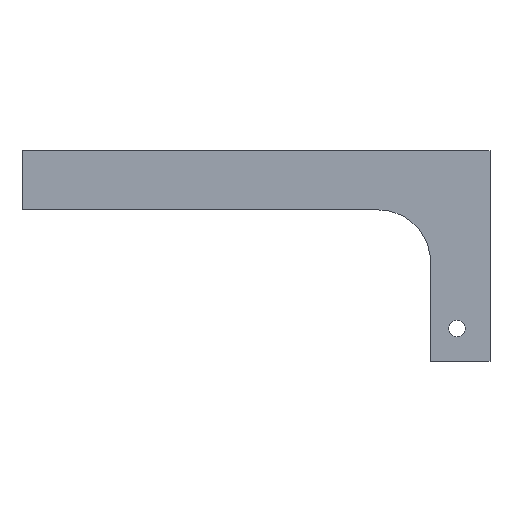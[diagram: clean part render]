
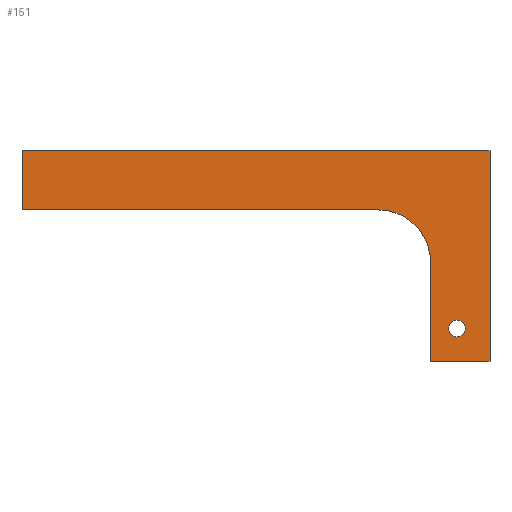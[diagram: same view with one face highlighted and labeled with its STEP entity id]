
A CAD part, top view. The second image highlights one B-rep face of the part: STEP entity #151.
In plain terms, the highlighted planar face has unit normal (0, 0, 1).
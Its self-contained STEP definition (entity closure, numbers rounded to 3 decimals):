
#22 = VERTEX_POINT('',#23);
#23 = CARTESIAN_POINT('',(-32.,0.,0.));
#40 = VERTEX_POINT('',#41);
#41 = CARTESIAN_POINT('',(-32.,9.,0.));
#47 = EDGE_CURVE('',#22,#40,#48,.T.);
#48 = LINE('',#49,#50);
#49 = CARTESIAN_POINT('',(-32.,0.,0.));
#50 = VECTOR('',#51,1.);
#51 = DIRECTION('',(0.,1.,0.));
#61 = EDGE_CURVE('',#62,#22,#64,.T.);
#62 = VERTEX_POINT('',#63);
#63 = CARTESIAN_POINT('',(22.,0.,0.));
#64 = LINE('',#65,#66);
#65 = CARTESIAN_POINT('',(22.,0.,0.));
#66 = VECTOR('',#67,1.);
#67 = DIRECTION('',(-1.,0.,0.));
#108 = EDGE_CURVE('',#40,#109,#111,.T.);
#109 = VERTEX_POINT('',#110);
#110 = CARTESIAN_POINT('',(39.,9.,0.));
#111 = LINE('',#112,#113);
#112 = CARTESIAN_POINT('',(-32.,9.,0.));
#113 = VECTOR('',#114,1.);
#114 = DIRECTION('',(1.,0.,0.));
#151 = ADVANCED_FACE('',(#152,#188),#199,.F.);
#152 = FACE_BOUND('',#153,.F.);
#153 = EDGE_LOOP('',(#154,#155,#156,#164,#172,#180,#187));
#154 = ORIENTED_EDGE('',*,*,#47,.T.);
#155 = ORIENTED_EDGE('',*,*,#108,.T.);
#156 = ORIENTED_EDGE('',*,*,#157,.T.);
#157 = EDGE_CURVE('',#109,#158,#160,.T.);
#158 = VERTEX_POINT('',#159);
#159 = CARTESIAN_POINT('',(39.,-23.,0.));
#160 = LINE('',#161,#162);
#161 = CARTESIAN_POINT('',(39.,9.,0.));
#162 = VECTOR('',#163,1.);
#163 = DIRECTION('',(0.,-1.,0.));
#164 = ORIENTED_EDGE('',*,*,#165,.T.);
#165 = EDGE_CURVE('',#158,#166,#168,.T.);
#166 = VERTEX_POINT('',#167);
#167 = CARTESIAN_POINT('',(30.,-23.,0.));
#168 = LINE('',#169,#170);
#169 = CARTESIAN_POINT('',(39.,-23.,0.));
#170 = VECTOR('',#171,1.);
#171 = DIRECTION('',(-1.,0.,0.));
#172 = ORIENTED_EDGE('',*,*,#173,.T.);
#173 = EDGE_CURVE('',#166,#174,#176,.T.);
#174 = VERTEX_POINT('',#175);
#175 = CARTESIAN_POINT('',(30.,-8.,0.));
#176 = LINE('',#177,#178);
#177 = CARTESIAN_POINT('',(30.,-23.,0.));
#178 = VECTOR('',#179,1.);
#179 = DIRECTION('',(0.,1.,0.));
#180 = ORIENTED_EDGE('',*,*,#181,.T.);
#181 = EDGE_CURVE('',#174,#62,#182,.T.);
#182 = CIRCLE('',#183,8.);
#183 = AXIS2_PLACEMENT_3D('',#184,#185,#186);
#184 = CARTESIAN_POINT('',(22.,-8.,0.));
#185 = DIRECTION('',(0.,0.,1.));
#186 = DIRECTION('',(1.,0.,0.));
#187 = ORIENTED_EDGE('',*,*,#61,.T.);
#188 = FACE_BOUND('',#189,.F.);
#189 = EDGE_LOOP('',(#190));
#190 = ORIENTED_EDGE('',*,*,#191,.F.);
#191 = EDGE_CURVE('',#192,#192,#194,.T.);
#192 = VERTEX_POINT('',#193);
#193 = CARTESIAN_POINT('',(35.25,-18.,0.));
#194 = CIRCLE('',#195,1.25);
#195 = AXIS2_PLACEMENT_3D('',#196,#197,#198);
#196 = CARTESIAN_POINT('',(34.,-18.,0.));
#197 = DIRECTION('',(0.,0.,-1.));
#198 = DIRECTION('',(1.,0.,0.));
#199 = PLANE('',#200);
#200 = AXIS2_PLACEMENT_3D('',#201,#202,#203);
#201 = CARTESIAN_POINT('',(10.049,-0.107,0.));
#202 = DIRECTION('',(-0.,-0.,-1.));
#203 = DIRECTION('',(-1.,0.,0.));
